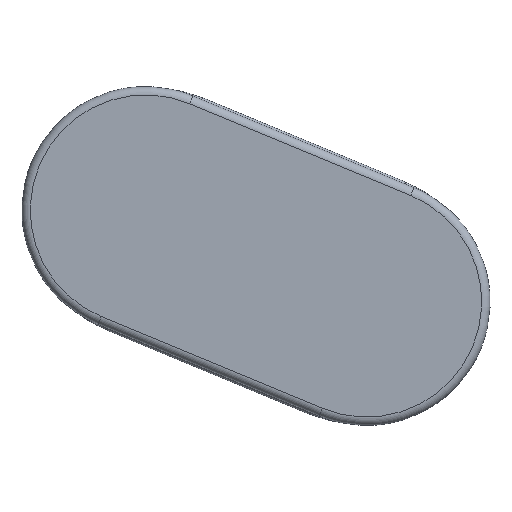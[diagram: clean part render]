
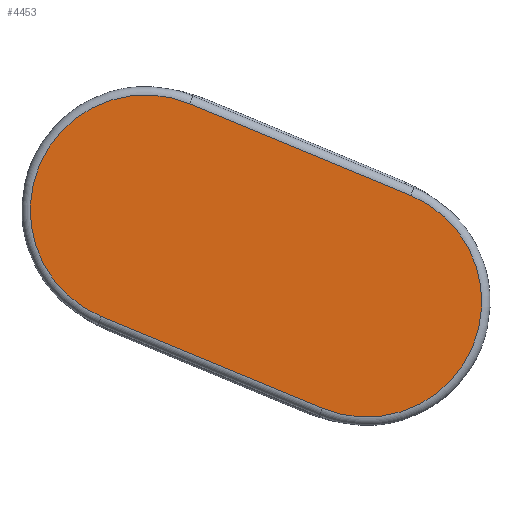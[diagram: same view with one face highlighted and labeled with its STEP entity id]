
A CAD part, front view. The second image highlights one B-rep face of the part: STEP entity #4453.
In plain terms, the highlighted planar face has unit normal (0, -1, 0).
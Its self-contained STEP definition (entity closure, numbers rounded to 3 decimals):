
#184=LINE('',#6387,#568);
#270=LINE('',#6890,#654);
#568=VECTOR('',#5124,40.);
#654=VECTOR('',#5370,40.);
#1096=FACE_OUTER_BOUND('',#1384,.T.);
#1384=EDGE_LOOP('',(#3394,#3395,#3396,#3397));
#1550=CIRCLE('',#4720,19.262);
#1567=CIRCLE('',#4792,19.262);
#1683=VERTEX_POINT('',#6385);
#1684=VERTEX_POINT('',#6386);
#1765=VERTEX_POINT('',#6833);
#1777=VERTEX_POINT('',#6889);
#2077=EDGE_CURVE('',#1683,#1684,#184,.T.);
#2196=EDGE_CURVE('',#1684,#1765,#1550,.T.);
#2219=EDGE_CURVE('',#1765,#1777,#270,.T.);
#2333=EDGE_CURVE('',#1777,#1683,#1567,.T.);
#3394=ORIENTED_EDGE('',*,*,#2196,.T.);
#3395=ORIENTED_EDGE('',*,*,#2219,.T.);
#3396=ORIENTED_EDGE('',*,*,#2333,.T.);
#3397=ORIENTED_EDGE('',*,*,#2077,.T.);
#4050=PLANE('',#4868);
#4453=ADVANCED_FACE('',(#1096),#4050,.T.);
#4720=AXIS2_PLACEMENT_3D('',#6834,#5327,#5328);
#4792=AXIS2_PLACEMENT_3D('',#7344,#5554,#5555);
#4868=AXIS2_PLACEMENT_3D('',#7509,#5745,#5746);
#5124=DIRECTION('',(0.924,0.,-0.383));
#5327=DIRECTION('center_axis',(0.,-1.,0.));
#5328=DIRECTION('ref_axis',(0.924,0.,-0.383));
#5370=DIRECTION('',(-0.924,0.,0.383));
#5554=DIRECTION('center_axis',(0.,-1.,0.));
#5555=DIRECTION('ref_axis',(0.924,0.,-0.383));
#5745=DIRECTION('center_axis',(0.,-1.,0.));
#5746=DIRECTION('ref_axis',(0.924,0.,-0.383));
#6385=CARTESIAN_POINT('',(-25.856,-23.2,-10.124));
#6386=CARTESIAN_POINT('',(11.088,-23.2,-25.458));
#6387=CARTESIAN_POINT('',(-25.856,-23.2,-10.124));
#6833=CARTESIAN_POINT('',(25.856,-23.2,10.124));
#6834=CARTESIAN_POINT('Origin',(18.472,-23.2,-7.667));
#6889=CARTESIAN_POINT('',(-11.088,-23.2,25.458));
#6890=CARTESIAN_POINT('',(25.856,-23.2,10.124));
#7344=CARTESIAN_POINT('Origin',(-18.472,-23.2,7.667));
#7509=CARTESIAN_POINT('Origin',(7.384,-23.2,17.791));
